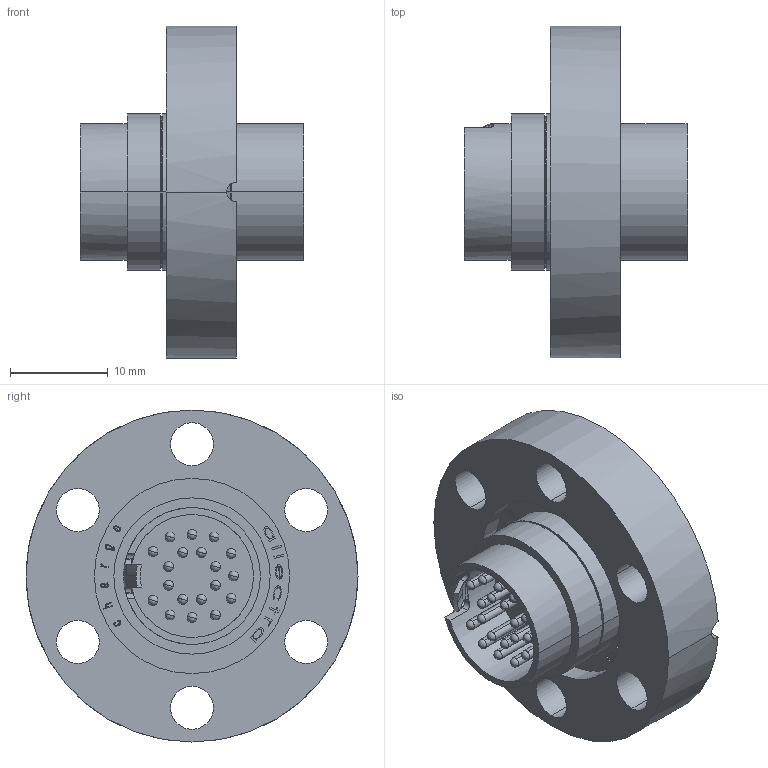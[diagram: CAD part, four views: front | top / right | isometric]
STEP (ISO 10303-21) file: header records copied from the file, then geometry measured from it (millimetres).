
FILE_DESCRIPTION (( 'STEP AP214' ), '1' );
FILE_NAME ('220-CM19-C16.STEP', '2025-03-03T14:22:33', ( '' ), ( '' ), 'SwSTEP 2.0', 'SolidWorks 2022', '' );
FILE_SCHEMA (( 'AUTOMOTIVE_DESIGN' ));
Length unit declared in the file: millimetre
Products named in the file (6): 220-CM19-C16; 9411-CXR-OUT_9411-C16R-OUT; 9220-CM-GLASS19-PLATE; 9220-PIN-FENI_pin vergd; 9220-CM-C16-V0914_Einbuchtung-neu; 9220-CM-GLASS-19-C16_220-CM19-C16
Assembly tree (23 placements, depth 3):
  220-CM19-C16
    9411-CXR-OUT_9411-C16R-OUT
    9220-CM-GLASS-19-C16_220-CM19-C16
      9220-CM-C16-V0914_Einbuchtung-neu
      9220-CM-GLASS19-PLATE
      9220-PIN-FENI_pin vergd  x19
Bounding box: 22.9 x 34 x 34 mm (x, y, z)
Volume: 5912.2 mm3; surface area: 7325.6 mm2
Topology: 22 solids, 22 shells, 418 faces, 1154 edges, 728 vertices
Faces by surface type: cylinder 115, plane 110, bspline 99, sphere 76, torus 9, cone 9
Entity records: 15671 total; most frequent: CARTESIAN_POINT 8054, ORIENTED_EDGE 1652, DIRECTION 1261, EDGE_CURVE 826, VERTEX_POINT 548, AXIS2_PLACEMENT_3D 429, VECTOR 403, LINE 403
